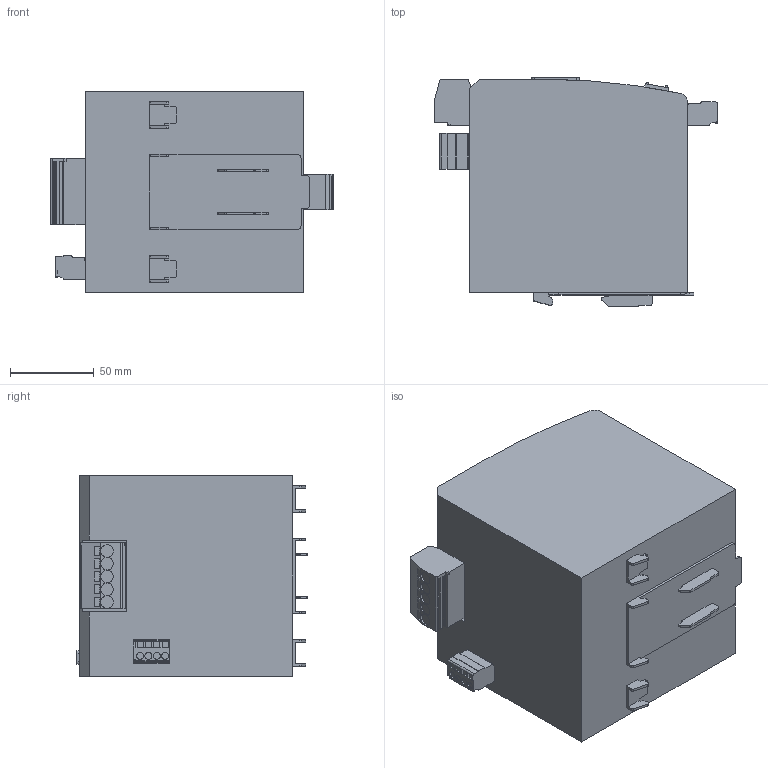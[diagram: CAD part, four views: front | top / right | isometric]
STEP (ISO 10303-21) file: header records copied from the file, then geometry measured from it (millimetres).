
FILE_DESCRIPTION (( 'STEP AP203' ), '1' );
FILE_NAME ('2787-2448.step', '2022-03-14T15:39:42', ( '' ), ( '' ), 'SwSTEP 2.0', 'SolidWorks 2021', '' );
FILE_SCHEMA (( 'CONFIG_CONTROL_DESIGN' ));
Length unit declared in the file: millimetre
Products named in the file (1): 2787-2448
Bounding box: 169.32 x 137.5 x 120 mm (x, y, z)
Volume: 1990893.9 mm3; surface area: 103977.9 mm2
Topology: 1 solids, 1 shells, 518 faces, 1430 edges, 948 vertices
Faces by surface type: plane 332, cylinder 186
Entity records: 16596 total; most frequent: CARTESIAN_POINT 2938, ORIENTED_EDGE 2860, DIRECTION 2832, EDGE_CURVE 1430, LINE 1052, VECTOR 1052, VERTEX_POINT 948, AXIS2_PLACEMENT_3D 890
